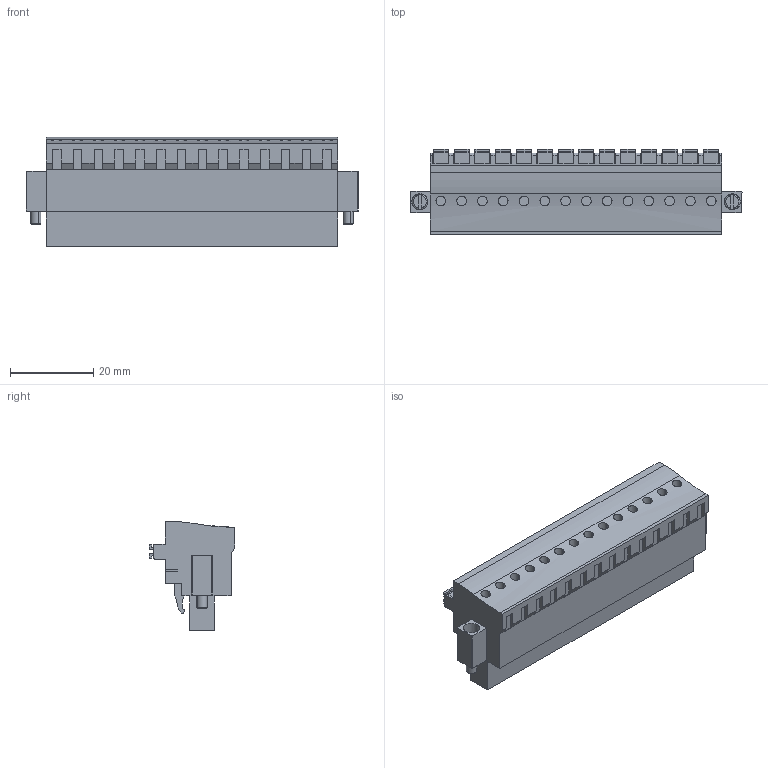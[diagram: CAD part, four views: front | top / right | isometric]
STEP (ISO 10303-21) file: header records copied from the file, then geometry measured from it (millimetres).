
FILE_DESCRIPTION(('CATIA V5 STEP Exchange','CAx-IF Rec.Pracs.--- Model Styling and Organization---1.2---2011-12-15'),'2;1');
FILE_NAME ('D1461046_0_1979580000_1979580000.stp','2018-09-19T15:22:04+00:00',('none'),('Weidmueller'),'CATIA Version 5-6 Release 2014','CATIA V5 STEP AP214','none');
FILE_SCHEMA(('AUTOMOTIVE_DESIGN { 1 0 10303 214 1 1 1 1 }'));
Length unit declared in the file: millimetre
Products named in the file (1): 1979580000
Bounding box: 79.8 x 20.64 x 26.24 mm (x, y, z)
Volume: 21943.9 mm3; surface area: 10328.8 mm2
Topology: 17 solids, 17 shells, 747 faces, 1973 edges, 1310 vertices
Faces by surface type: plane 503, cylinder 186, cone 36, torus 12, extrusion 10
Entity records: 20857 total; most frequent: CARTESIAN_POINT 4069, ORIENTED_EDGE 3946, DIRECTION 2529, EDGE_CURVE 1973, VECTOR 1491, LINE 1481, VERTEX_POINT 1310, EDGE_LOOP 801
